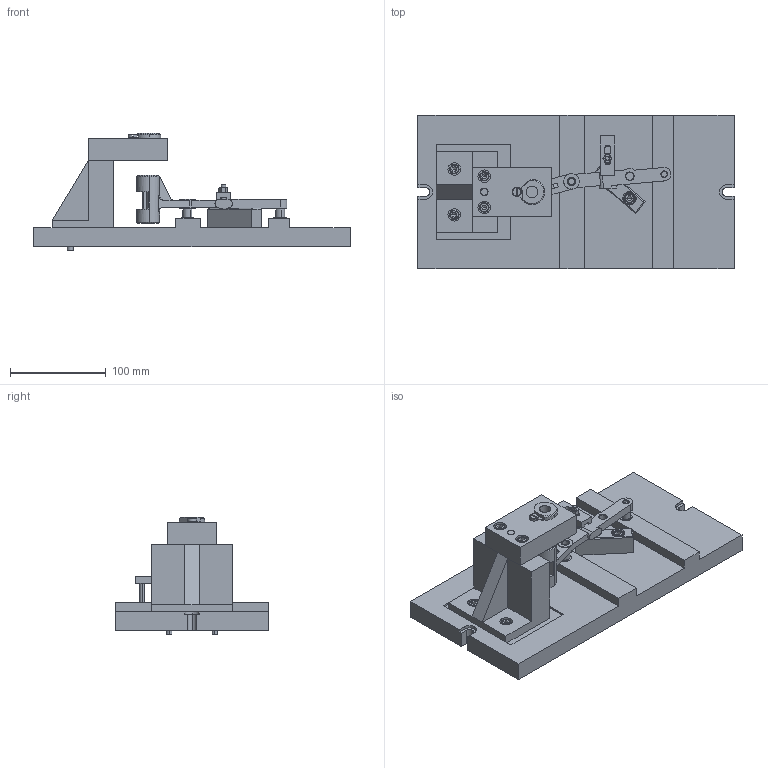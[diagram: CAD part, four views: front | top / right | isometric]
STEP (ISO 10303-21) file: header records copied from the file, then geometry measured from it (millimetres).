
FILE_DESCRIPTION (( 'STEP AP203' ), '1' );
FILE_NAME ('jiajuzhuangpeitu.STP', '2017-01-04T11:48:21', ( '微软用户' ), ( '微软中国' ), 'SwSTEP 2.0', 'SolidWorks 2016', '' );
FILE_SCHEMA (( 'CONFIG_CONTROL_DESIGN' ));
Length unit declared in the file: millimetre
Products named in the file (19): zuanmoban; hexagon socket head cap screws gb_GB_FASTENER_SCREWS_HSHCS M6X25-N; gongjian; zuanmobanzhijia; parallel pins hardening steel gb_GB_CONNECTING_PIECE_PIN_DP 8X30; zuantao; jiajuzhuangpeitu; zuantaoluos; 粟銅; 揤啣; jiajuti; _X2_87BA6BCD_X0_ GB_T 41-2000 M 10; _X2_87BA67F1_X0_ GB_T 901-1988 M10x180; lingxingxiao; _X2_87BA9489_X0_ GB_T 878-2007 10x35; 蹟唅揤啣儂凳; yuanzhuxiao; hexagon socket head cap screws gb_GB_FASTENER_SCREWS_HSHCS M6X16-N; dianban
Assembly tree (24 placements, depth 3):
  jiajuzhuangpeitu
    jiajuti
    lingxingxiao
    yuanzhuxiao
    dianban
    gongjian
    zuanmoban
    zuanmobanzhijia
    zuantao
    zuantaoluos
    蹟唅揤啣儂凳
      粟銅
      _X2_87BA6BCD_X0_ GB_T 41-2000 M 10  x3
      _X2_87BA9489_X0_ GB_T 878-2007 10x35
      揤啣
      _X2_87BA67F1_X0_ GB_T 901-1988 M10x180
    hexagon socket head cap screws gb_GB_FASTENER_SCREWS_HSHCS M6X16-N  x2
    hexagon socket head cap screws gb_GB_FASTENER_SCREWS_HSHCS M6X25-N  x4
    parallel pins hardening steel gb_GB_CONNECTING_PIECE_PIN_DP 8X30
Bounding box: 330 x 160 x 122.5 mm (x, y, z)
Volume: 1468041.3 mm3; surface area: 224059.8 mm2
Topology: 23 solids, 23 shells, 569 faces, 1322 edges, 813 vertices
Faces by surface type: plane 257, cylinder 160, cone 134, torus 12, bspline 6
Entity records: 21127 total; most frequent: CARTESIAN_POINT 9037, DIRECTION 2195, ORIENTED_EDGE 1956, EDGE_CURVE 978, AXIS2_PLACEMENT_3D 839, VERTEX_POINT 617, VECTOR 517, LINE 517
